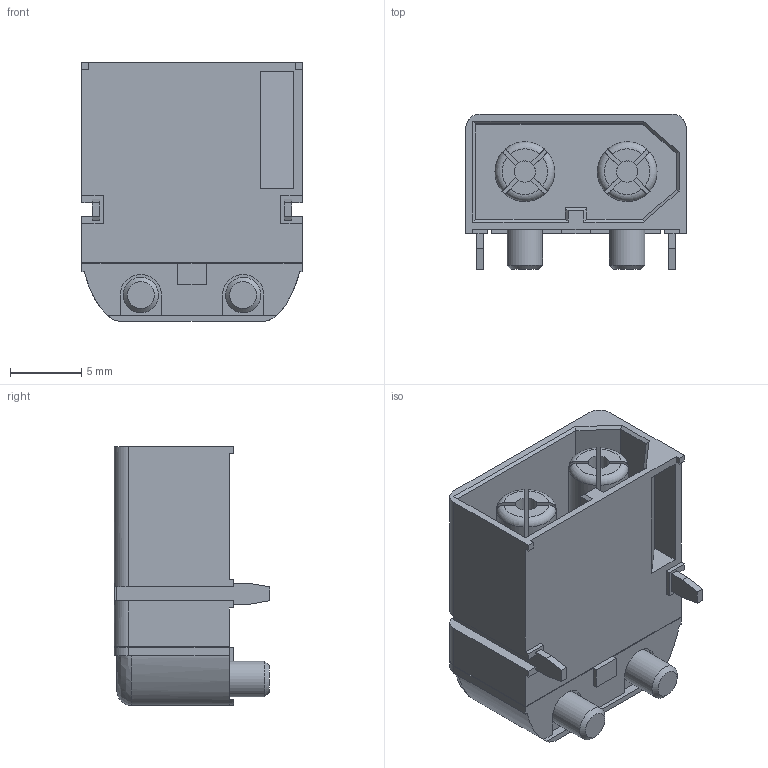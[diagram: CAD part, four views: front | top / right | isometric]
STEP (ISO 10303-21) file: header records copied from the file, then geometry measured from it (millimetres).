
FILE_DESCRIPTION(/* description */ (''),/* implementation_level */ '2;1');
FILE_NAME(/* name */ 'XT60PW-M.step',/* time_stamp */ '2023-03-11T10:08:29+05:30',/* author */ (''),/* organization */ (''),/* preprocessor_version */ 'ST-DEVELOPER v19.2',/* originating_system */ 'Autodesk Translation Framework v11.17.0.187',/* authorisation */ '');
FILE_SCHEMA (('AUTOMOTIVE_DESIGN { 1 0 10303 214 3 1 1 }'));
Length unit declared in the file: millimetre
Products named in the file (1): XT60PW-M
Bounding box: 15.5 x 10.95 x 18.2 mm (x, y, z)
Volume: 1608 mm3; surface area: 2123.3 mm2
Topology: 7 solids, 7 shells, 172 faces, 462 edges, 306 vertices
Faces by surface type: plane 139, cylinder 17, torus 8, bspline 6, cone 2
Full cylindrical faces by diameter (mm): 1.5 x2, 2.5 x2, 4.2 x2
Entity records: 6184 total; most frequent: CARTESIAN_POINT 1832, ORIENTED_EDGE 924, DIRECTION 838, EDGE_CURVE 462, LINE 344, VECTOR 344, VERTEX_POINT 306, AXIS2_PLACEMENT_3D 247
